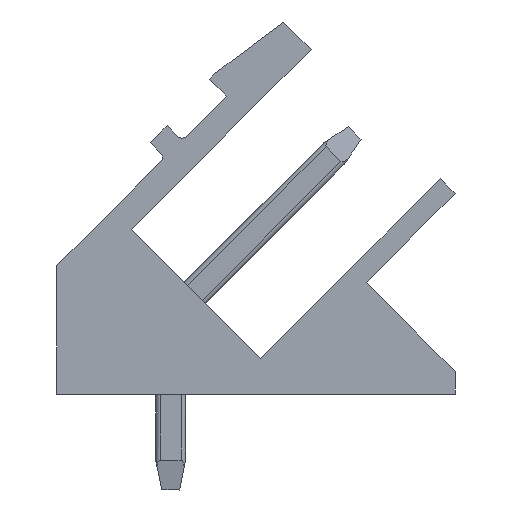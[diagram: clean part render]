
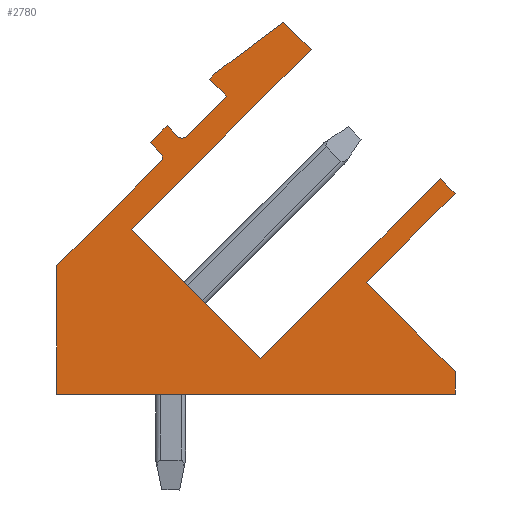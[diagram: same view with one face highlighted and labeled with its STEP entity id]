
A CAD part, left-side view. The second image highlights one B-rep face of the part: STEP entity #2780.
In plain terms, the highlighted planar face has unit normal (-1, 0, 0).
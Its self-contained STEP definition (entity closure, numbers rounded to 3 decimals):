
#1365=AXIS2_PLACEMENT_3D('Circle Axis2P3D',#1363,#1364,$) ;
#1489=AXIS2_PLACEMENT_3D('Circle Axis2P3D',#1487,#1488,$) ;
#2756=AXIS2_PLACEMENT_3D('Plane Axis2P3D',#2753,#2754,#2755) ;
#49=CARTESIAN_POINT('Vertex',(0.,6.505,4.385)) ;
#52=CARTESIAN_POINT('Line Origine',(0.,3.5,7.39)) ;
#56=CARTESIAN_POINT('Vertex',(0.,0.495,10.395)) ;
#87=CARTESIAN_POINT('Vertex',(0.,10.819,8.698)) ;
#90=CARTESIAN_POINT('Line Origine',(0.,8.662,6.541)) ;
#1174=CARTESIAN_POINT('Vertex',(0.,4.808,14.708)) ;
#1177=CARTESIAN_POINT('Line Origine',(0.,7.814,11.703)) ;
#1205=CARTESIAN_POINT('Vertex',(0.,5.728,15.628)) ;
#1208=CARTESIAN_POINT('Line Origine',(0.,5.268,15.168)) ;
#1236=CARTESIAN_POINT('Vertex',(0.,7.99,13.931)) ;
#1239=CARTESIAN_POINT('Line Origine',(0.,6.859,14.779)) ;
#1267=CARTESIAN_POINT('Vertex',(0.,8.202,13.718)) ;
#1270=CARTESIAN_POINT('Line Origine',(0.,8.096,13.824)) ;
#1298=CARTESIAN_POINT('Vertex',(0.,7.637,13.153)) ;
#1301=CARTESIAN_POINT('Line Origine',(0.,7.92,13.436)) ;
#1329=CARTESIAN_POINT('Vertex',(0.,8.98,11.809)) ;
#1332=CARTESIAN_POINT('Line Origine',(0.,8.309,12.481)) ;
#1360=CARTESIAN_POINT('Vertex',(0.,9.263,11.809)) ;
#1363=CARTESIAN_POINT('Axis2P3D Location',(0.,9.122,11.951)) ;
#1391=CARTESIAN_POINT('Vertex',(0.,9.617,12.163)) ;
#1394=CARTESIAN_POINT('Line Origine',(0.,9.44,11.986)) ;
#1422=CARTESIAN_POINT('Vertex',(0.,10.182,11.597)) ;
#1425=CARTESIAN_POINT('Line Origine',(0.,9.899,11.88)) ;
#1453=CARTESIAN_POINT('Vertex',(0.,9.829,11.244)) ;
#1456=CARTESIAN_POINT('Line Origine',(0.,10.006,11.42)) ;
#1484=CARTESIAN_POINT('Vertex',(0.,9.829,10.961)) ;
#1487=CARTESIAN_POINT('Axis2P3D Location',(0.,9.97,11.102)) ;
#1510=CARTESIAN_POINT('Vertex',(0.,13.3,7.489)) ;
#1513=CARTESIAN_POINT('Line Origine',(0.,11.564,9.225)) ;
#1541=CARTESIAN_POINT('Vertex',(0.,13.3,3.2)) ;
#1544=CARTESIAN_POINT('Line Origine',(0.,13.3,5.345)) ;
#1572=CARTESIAN_POINT('Vertex',(0.,0.,3.2)) ;
#1575=CARTESIAN_POINT('Line Origine',(0.,6.65,3.2)) ;
#2659=CARTESIAN_POINT('Vertex',(0.,0.,3.96)) ;
#2662=CARTESIAN_POINT('Line Origine',(0.,0.,3.58)) ;
#2690=CARTESIAN_POINT('Vertex',(0.,2.97,6.93)) ;
#2693=CARTESIAN_POINT('Line Origine',(0.,1.485,5.445)) ;
#2721=CARTESIAN_POINT('Vertex',(0.,0.,9.9)) ;
#2724=CARTESIAN_POINT('Line Origine',(0.,1.485,8.415)) ;
#2741=CARTESIAN_POINT('Line Origine',(0.,0.247,10.147)) ;
#2753=CARTESIAN_POINT('Axis2P3D Location',(0.,0.,0.)) ;
#53=DIRECTION('Vector Direction',(0.,0.707,-0.707)) ;
#91=DIRECTION('Vector Direction',(0.,-0.707,-0.707)) ;
#1178=DIRECTION('Vector Direction',(0.,-0.707,0.707)) ;
#1209=DIRECTION('Vector Direction',(0.,-0.707,-0.707)) ;
#1240=DIRECTION('Vector Direction',(0.,-0.8,0.6)) ;
#1271=DIRECTION('Vector Direction',(0.,-0.707,0.707)) ;
#1302=DIRECTION('Vector Direction',(0.,0.707,0.707)) ;
#1333=DIRECTION('Vector Direction',(0.,-0.707,0.707)) ;
#1364=DIRECTION('Axis2P3D Direction',(-1.,0.,0.)) ;
#1395=DIRECTION('Vector Direction',(0.,-0.707,-0.707)) ;
#1426=DIRECTION('Vector Direction',(0.,-0.707,0.707)) ;
#1457=DIRECTION('Vector Direction',(0.,0.707,0.707)) ;
#1488=DIRECTION('Axis2P3D Direction',(-1.,0.,0.)) ;
#1514=DIRECTION('Vector Direction',(0.,-0.707,0.707)) ;
#1545=DIRECTION('Vector Direction',(0.,0.,1.)) ;
#1576=DIRECTION('Vector Direction',(0.,1.,0.)) ;
#2663=DIRECTION('Vector Direction',(0.,0.,-1.)) ;
#2694=DIRECTION('Vector Direction',(0.,-0.707,-0.707)) ;
#2725=DIRECTION('Vector Direction',(0.,0.707,-0.707)) ;
#2742=DIRECTION('Vector Direction',(0.,-0.707,-0.707)) ;
#2754=DIRECTION('Axis2P3D Direction',(-1.,0.,0.)) ;
#2755=DIRECTION('Axis2P3D XDirection',(0.,0.,1.)) ;
#54=VECTOR('Line Direction',#53,1.) ;
#92=VECTOR('Line Direction',#91,1.) ;
#1179=VECTOR('Line Direction',#1178,1.) ;
#1210=VECTOR('Line Direction',#1209,1.) ;
#1241=VECTOR('Line Direction',#1240,1.) ;
#1272=VECTOR('Line Direction',#1271,1.) ;
#1303=VECTOR('Line Direction',#1302,1.) ;
#1334=VECTOR('Line Direction',#1333,1.) ;
#1396=VECTOR('Line Direction',#1395,1.) ;
#1427=VECTOR('Line Direction',#1426,1.) ;
#1458=VECTOR('Line Direction',#1457,1.) ;
#1515=VECTOR('Line Direction',#1514,1.) ;
#1546=VECTOR('Line Direction',#1545,1.) ;
#1577=VECTOR('Line Direction',#1576,1.) ;
#2664=VECTOR('Line Direction',#2663,1.) ;
#2695=VECTOR('Line Direction',#2694,1.) ;
#2726=VECTOR('Line Direction',#2725,1.) ;
#2743=VECTOR('Line Direction',#2742,1.) ;
#2759=ORIENTED_EDGE('',*,*,#58,.T.) ;
#2760=ORIENTED_EDGE('',*,*,#94,.T.) ;
#2761=ORIENTED_EDGE('',*,*,#1181,.T.) ;
#2762=ORIENTED_EDGE('',*,*,#1212,.T.) ;
#2763=ORIENTED_EDGE('',*,*,#1243,.T.) ;
#2764=ORIENTED_EDGE('',*,*,#1274,.T.) ;
#2765=ORIENTED_EDGE('',*,*,#1305,.T.) ;
#2766=ORIENTED_EDGE('',*,*,#1336,.T.) ;
#2767=ORIENTED_EDGE('',*,*,#1367,.T.) ;
#2768=ORIENTED_EDGE('',*,*,#1398,.T.) ;
#2769=ORIENTED_EDGE('',*,*,#1429,.T.) ;
#2770=ORIENTED_EDGE('',*,*,#1460,.T.) ;
#2771=ORIENTED_EDGE('',*,*,#1491,.T.) ;
#2772=ORIENTED_EDGE('',*,*,#1517,.T.) ;
#2773=ORIENTED_EDGE('',*,*,#1548,.T.) ;
#2774=ORIENTED_EDGE('',*,*,#1579,.T.) ;
#2775=ORIENTED_EDGE('',*,*,#2666,.T.) ;
#2776=ORIENTED_EDGE('',*,*,#2697,.T.) ;
#2777=ORIENTED_EDGE('',*,*,#2728,.T.) ;
#2778=ORIENTED_EDGE('',*,*,#2745,.T.) ;
#2780=ADVANCED_FACE('Housing',(#2779),#2757,.T.) ;
#1366=CIRCLE('generated circle',#1365,0.2) ;
#1490=CIRCLE('generated circle',#1489,0.2) ;
#58=EDGE_CURVE('',#57,#50,#55,.T.) ;
#94=EDGE_CURVE('',#50,#88,#93,.F.) ;
#1181=EDGE_CURVE('',#88,#1175,#1180,.T.) ;
#1212=EDGE_CURVE('',#1175,#1206,#1211,.F.) ;
#1243=EDGE_CURVE('',#1206,#1237,#1242,.F.) ;
#1274=EDGE_CURVE('',#1237,#1268,#1273,.F.) ;
#1305=EDGE_CURVE('',#1268,#1299,#1304,.F.) ;
#1336=EDGE_CURVE('',#1299,#1330,#1335,.F.) ;
#1367=EDGE_CURVE('',#1330,#1361,#1366,.F.) ;
#1398=EDGE_CURVE('',#1361,#1392,#1397,.F.) ;
#1429=EDGE_CURVE('',#1392,#1423,#1428,.F.) ;
#1460=EDGE_CURVE('',#1423,#1454,#1459,.F.) ;
#1491=EDGE_CURVE('',#1454,#1485,#1490,.F.) ;
#1517=EDGE_CURVE('',#1485,#1511,#1516,.F.) ;
#1548=EDGE_CURVE('',#1511,#1542,#1547,.F.) ;
#1579=EDGE_CURVE('',#1542,#1573,#1578,.F.) ;
#2666=EDGE_CURVE('',#1573,#2660,#2665,.F.) ;
#2697=EDGE_CURVE('',#2660,#2691,#2696,.F.) ;
#2728=EDGE_CURVE('',#2691,#2722,#2727,.F.) ;
#2745=EDGE_CURVE('',#2722,#57,#2744,.F.) ;
#2758=EDGE_LOOP('',(#2759,#2760,#2761,#2762,#2763,#2764,#2765,#2766,#2767,#2768,#2769,#2770,#2771,#2772,#2773,#2774,#2775,#2776,#2777,#2778)) ;
#2779=FACE_OUTER_BOUND('',#2758,.T.) ;
#55=LINE('Line',#52,#54) ;
#93=LINE('Line',#90,#92) ;
#1180=LINE('Line',#1177,#1179) ;
#1211=LINE('Line',#1208,#1210) ;
#1242=LINE('Line',#1239,#1241) ;
#1273=LINE('Line',#1270,#1272) ;
#1304=LINE('Line',#1301,#1303) ;
#1335=LINE('Line',#1332,#1334) ;
#1397=LINE('Line',#1394,#1396) ;
#1428=LINE('Line',#1425,#1427) ;
#1459=LINE('Line',#1456,#1458) ;
#1516=LINE('Line',#1513,#1515) ;
#1547=LINE('Line',#1544,#1546) ;
#1578=LINE('Line',#1575,#1577) ;
#2665=LINE('Line',#2662,#2664) ;
#2696=LINE('Line',#2693,#2695) ;
#2727=LINE('Line',#2724,#2726) ;
#2744=LINE('Line',#2741,#2743) ;
#2757=PLANE('',#2756) ;
#50=VERTEX_POINT('',#49) ;
#57=VERTEX_POINT('',#56) ;
#88=VERTEX_POINT('',#87) ;
#1175=VERTEX_POINT('',#1174) ;
#1206=VERTEX_POINT('',#1205) ;
#1237=VERTEX_POINT('',#1236) ;
#1268=VERTEX_POINT('',#1267) ;
#1299=VERTEX_POINT('',#1298) ;
#1330=VERTEX_POINT('',#1329) ;
#1361=VERTEX_POINT('',#1360) ;
#1392=VERTEX_POINT('',#1391) ;
#1423=VERTEX_POINT('',#1422) ;
#1454=VERTEX_POINT('',#1453) ;
#1485=VERTEX_POINT('',#1484) ;
#1511=VERTEX_POINT('',#1510) ;
#1542=VERTEX_POINT('',#1541) ;
#1573=VERTEX_POINT('',#1572) ;
#2660=VERTEX_POINT('',#2659) ;
#2691=VERTEX_POINT('',#2690) ;
#2722=VERTEX_POINT('',#2721) ;
